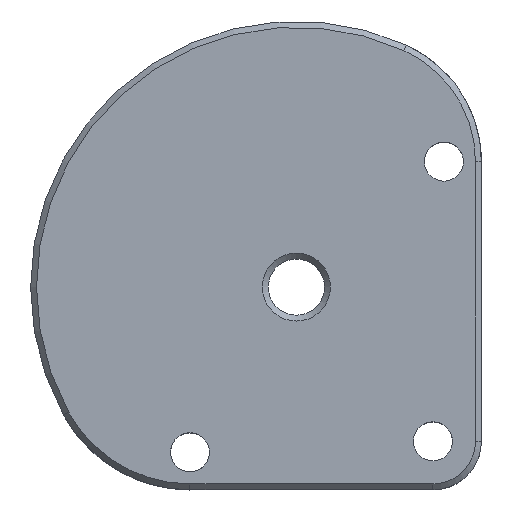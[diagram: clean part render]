
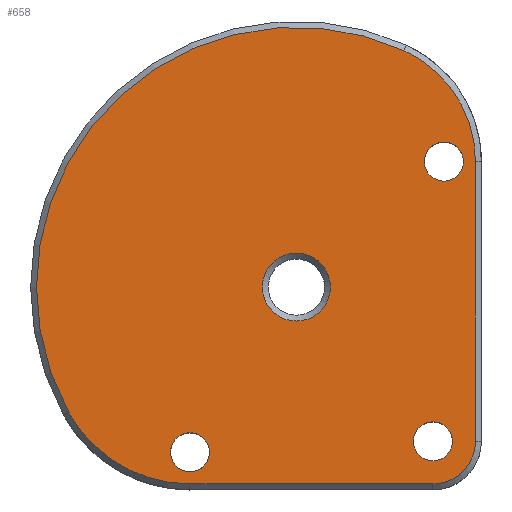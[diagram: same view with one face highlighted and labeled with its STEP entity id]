
A CAD part, top view. The second image highlights one B-rep face of the part: STEP entity #658.
In plain terms, the highlighted planar face has unit normal (0, 0, 1).
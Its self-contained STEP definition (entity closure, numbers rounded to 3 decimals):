
#22=FACE_BOUND('',#104,.T.);
#23=FACE_BOUND('',#105,.T.);
#24=FACE_BOUND('',#106,.T.);
#25=FACE_BOUND('',#107,.T.);
#32=PLANE('',#740);
#64=FACE_OUTER_BOUND('',#103,.T.);
#103=EDGE_LOOP('',(#537,#538,#539,#540,#541,#542));
#104=EDGE_LOOP('',(#543));
#105=EDGE_LOOP('',(#544));
#106=EDGE_LOOP('',(#545));
#107=EDGE_LOOP('',(#546));
#169=LINE('',#1562,#208);
#170=LINE('',#1565,#209);
#208=VECTOR('',#890,10.);
#209=VECTOR('',#893,10.);
#251=CIRCLE('',#739,5.763);
#252=CIRCLE('',#741,20.668);
#253=CIRCLE('',#742,44.);
#254=CIRCLE('',#743,23.449);
#255=CIRCLE('',#744,7.21);
#256=CIRCLE('',#745,3.302);
#257=CIRCLE('',#746,3.302);
#258=CIRCLE('',#747,3.302);
#312=VERTEX_POINT('',#1550);
#313=VERTEX_POINT('',#1554);
#314=VERTEX_POINT('',#1555);
#315=VERTEX_POINT('',#1557);
#316=VERTEX_POINT('',#1559);
#317=VERTEX_POINT('',#1561);
#318=VERTEX_POINT('',#1563);
#319=VERTEX_POINT('',#1566);
#320=VERTEX_POINT('',#1568);
#321=VERTEX_POINT('',#1570);
#396=EDGE_CURVE('',#312,#312,#251,.T.);
#397=EDGE_CURVE('',#313,#314,#252,.T.);
#398=EDGE_CURVE('',#314,#315,#253,.T.);
#399=EDGE_CURVE('',#315,#316,#254,.T.);
#400=EDGE_CURVE('',#316,#317,#169,.T.);
#401=EDGE_CURVE('',#317,#318,#255,.T.);
#402=EDGE_CURVE('',#318,#313,#170,.T.);
#403=EDGE_CURVE('',#319,#319,#256,.T.);
#404=EDGE_CURVE('',#320,#320,#257,.T.);
#405=EDGE_CURVE('',#321,#321,#258,.T.);
#537=ORIENTED_EDGE('',*,*,#397,.T.);
#538=ORIENTED_EDGE('',*,*,#398,.T.);
#539=ORIENTED_EDGE('',*,*,#399,.T.);
#540=ORIENTED_EDGE('',*,*,#400,.T.);
#541=ORIENTED_EDGE('',*,*,#401,.T.);
#542=ORIENTED_EDGE('',*,*,#402,.T.);
#543=ORIENTED_EDGE('',*,*,#396,.T.);
#544=ORIENTED_EDGE('',*,*,#403,.F.);
#545=ORIENTED_EDGE('',*,*,#404,.F.);
#546=ORIENTED_EDGE('',*,*,#405,.F.);
#658=ADVANCED_FACE('',(#64,#22,#23,#24,#25),#32,.F.);
#739=AXIS2_PLACEMENT_3D('',#1552,#880,#881);
#740=AXIS2_PLACEMENT_3D('',#1553,#882,#883);
#741=AXIS2_PLACEMENT_3D('',#1556,#884,#885);
#742=AXIS2_PLACEMENT_3D('',#1558,#886,#887);
#743=AXIS2_PLACEMENT_3D('',#1560,#888,#889);
#744=AXIS2_PLACEMENT_3D('',#1564,#891,#892);
#745=AXIS2_PLACEMENT_3D('',#1567,#894,#895);
#746=AXIS2_PLACEMENT_3D('',#1569,#896,#897);
#747=AXIS2_PLACEMENT_3D('',#1571,#898,#899);
#880=DIRECTION('center_axis',(0.,0.,-1.));
#881=DIRECTION('ref_axis',(1.,0.,0.));
#882=DIRECTION('center_axis',(0.,0.,-1.));
#883=DIRECTION('ref_axis',(-1.,0.,0.));
#884=DIRECTION('center_axis',(0.,0.,1.));
#885=DIRECTION('ref_axis',(0.414,0.91,0.));
#886=DIRECTION('center_axis',(0.,0.,1.));
#887=DIRECTION('ref_axis',(-0.877,-0.481,0.));
#888=DIRECTION('center_axis',(0.,0.,1.));
#889=DIRECTION('ref_axis',(0.,-1.,0.));
#890=DIRECTION('',(1.,0.,0.));
#891=DIRECTION('center_axis',(0.,0.,1.));
#892=DIRECTION('ref_axis',(1.,0.,0.));
#893=DIRECTION('',(0.,1.,0.));
#894=DIRECTION('center_axis',(0.,0.,1.));
#895=DIRECTION('ref_axis',(1.,0.,0.));
#896=DIRECTION('center_axis',(0.,0.,1.));
#897=DIRECTION('ref_axis',(1.,0.,0.));
#898=DIRECTION('center_axis',(0.,0.,1.));
#899=DIRECTION('ref_axis',(1.,0.,0.));
#1550=CARTESIAN_POINT('',(3.237,0.,28.644));
#1552=CARTESIAN_POINT('Origin',(9.,0.,28.644));
#1553=CARTESIAN_POINT('Origin',(1.43,6.388,28.644));
#1554=CARTESIAN_POINT('',(39.325,21.24,28.644));
#1555=CARTESIAN_POINT('',(27.211,40.054,28.644));
#1556=CARTESIAN_POINT('Origin',(18.657,21.24,28.644));
#1557=CARTESIAN_POINT('',(-29.586,-21.144,28.644));
#1558=CARTESIAN_POINT('Origin',(9.,0.,28.644));
#1559=CARTESIAN_POINT('',(-9.022,-33.325,28.644));
#1560=CARTESIAN_POINT('Origin',(-9.022,-9.876,28.644));
#1561=CARTESIAN_POINT('',(32.115,-33.325,28.644));
#1562=CARTESIAN_POINT('',(-3.796,-33.325,28.644));
#1563=CARTESIAN_POINT('',(39.325,-26.115,28.644));
#1564=CARTESIAN_POINT('Origin',(32.115,-26.115,28.644));
#1565=CARTESIAN_POINT('',(39.325,-9.864,28.644));
#1566=CARTESIAN_POINT('',(-12.324,-27.975,28.644));
#1567=CARTESIAN_POINT('Origin',(-9.022,-27.975,28.644));
#1568=CARTESIAN_POINT('',(28.813,-26.115,28.644));
#1569=CARTESIAN_POINT('Origin',(32.115,-26.115,28.644));
#1570=CARTESIAN_POINT('',(30.673,21.24,28.644));
#1571=CARTESIAN_POINT('Origin',(33.975,21.24,28.644));
